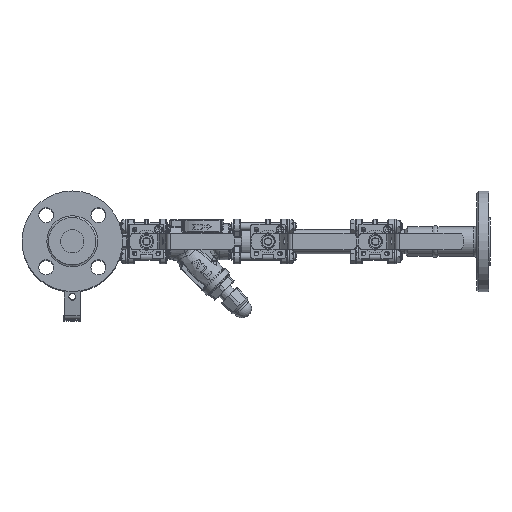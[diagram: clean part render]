
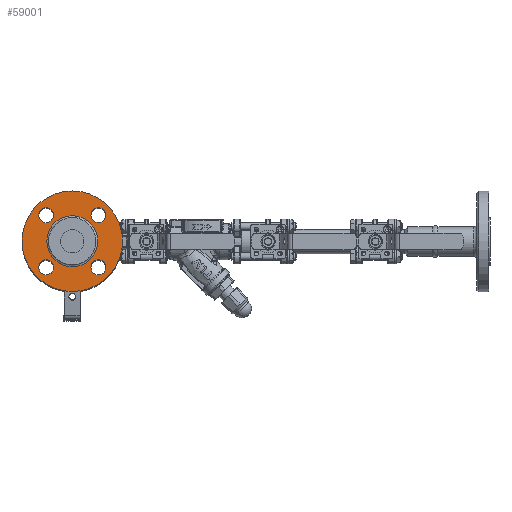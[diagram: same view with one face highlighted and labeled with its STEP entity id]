
A CAD part, top view. The second image highlights one B-rep face of the part: STEP entity #59001.
In plain terms, the highlighted planar face has unit normal (0, 0, 1).
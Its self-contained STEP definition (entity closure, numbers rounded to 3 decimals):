
#5998=FACE_BOUND('',#14029,.T.);
#5999=FACE_BOUND('',#14030,.T.);
#6000=FACE_BOUND('',#14031,.T.);
#6001=FACE_BOUND('',#14032,.T.);
#6002=FACE_BOUND('',#14033,.T.);
#7047=PLANE('',#65231);
#10121=FACE_OUTER_BOUND('',#14028,.T.);
#14028=EDGE_LOOP('',(#51361));
#14029=EDGE_LOOP('',(#51362));
#14030=EDGE_LOOP('',(#51363));
#14031=EDGE_LOOP('',(#51364));
#14032=EDGE_LOOP('',(#51365));
#14033=EDGE_LOOP('',(#51366));
#23051=CIRCLE('',#65216,54.);
#23053=CIRCLE('',#65220,8.);
#23055=CIRCLE('',#65223,8.);
#23057=CIRCLE('',#65226,8.);
#23059=CIRCLE('',#65229,8.);
#23061=CIRCLE('',#65232,27.336);
#27888=VERTEX_POINT('',#114553);
#27890=VERTEX_POINT('',#114561);
#27892=VERTEX_POINT('',#114567);
#27894=VERTEX_POINT('',#114573);
#27896=VERTEX_POINT('',#114579);
#27898=VERTEX_POINT('',#114585);
#35853=EDGE_CURVE('',#27888,#27888,#23051,.T.);
#35856=EDGE_CURVE('',#27890,#27890,#23053,.T.);
#35859=EDGE_CURVE('',#27892,#27892,#23055,.T.);
#35862=EDGE_CURVE('',#27894,#27894,#23057,.T.);
#35865=EDGE_CURVE('',#27896,#27896,#23059,.T.);
#35868=EDGE_CURVE('',#27898,#27898,#23061,.T.);
#51361=ORIENTED_EDGE('',*,*,#35853,.F.);
#51362=ORIENTED_EDGE('',*,*,#35856,.T.);
#51363=ORIENTED_EDGE('',*,*,#35859,.T.);
#51364=ORIENTED_EDGE('',*,*,#35862,.T.);
#51365=ORIENTED_EDGE('',*,*,#35865,.T.);
#51366=ORIENTED_EDGE('',*,*,#35868,.F.);
#59001=ADVANCED_FACE('',(#10121,#5998,#5999,#6000,#6001,#6002),#7047,.F.);
#65216=AXIS2_PLACEMENT_3D('',#114555,#79641,#79642);
#65220=AXIS2_PLACEMENT_3D('',#114562,#79650,#79651);
#65223=AXIS2_PLACEMENT_3D('',#114568,#79657,#79658);
#65226=AXIS2_PLACEMENT_3D('',#114574,#79664,#79665);
#65229=AXIS2_PLACEMENT_3D('',#114580,#79671,#79672);
#65231=AXIS2_PLACEMENT_3D('',#114584,#79676,#79677);
#65232=AXIS2_PLACEMENT_3D('',#114586,#79678,#79679);
#79641=DIRECTION('center_axis',(0.,0.,
-1.));
#79642=DIRECTION('ref_axis',(1.,0.,0.));
#79650=DIRECTION('center_axis',(0.,0.,
-1.));
#79651=DIRECTION('ref_axis',(-1.,0.,0.));
#79657=DIRECTION('center_axis',(0.,0.,
-1.));
#79658=DIRECTION('ref_axis',(0.,1.,0.));
#79664=DIRECTION('center_axis',(0.,0.,
-1.));
#79665=DIRECTION('ref_axis',(1.,0.,0.));
#79671=DIRECTION('center_axis',(0.,0.,
-1.));
#79672=DIRECTION('ref_axis',(0.,-1.,0.));
#79676=DIRECTION('center_axis',(0.,0.,
-1.));
#79677=DIRECTION('ref_axis',(1.,0.,0.));
#79678=DIRECTION('center_axis',(0.,0.,
1.));
#79679=DIRECTION('ref_axis',(-1.,0.,0.));
#114553=CARTESIAN_POINT('',(-199.036,18.833,210.983));
#114555=CARTESIAN_POINT('Origin',(-145.036,18.833,210.983));
#114561=CARTESIAN_POINT('',(-165.037,-9.169,210.983));
#114562=CARTESIAN_POINT('Origin',(-173.037,-9.169,210.983));
#114567=CARTESIAN_POINT('',(-173.037,38.834,210.983));
#114568=CARTESIAN_POINT('Origin',(-173.037,46.834,210.983));
#114573=CARTESIAN_POINT('',(-125.034,46.834,210.983));
#114574=CARTESIAN_POINT('Origin',(-117.034,46.834,210.983));
#114579=CARTESIAN_POINT('',(-117.034,-1.169,210.983));
#114580=CARTESIAN_POINT('Origin',(-117.034,-9.169,210.983));
#114584=CARTESIAN_POINT('Origin',(-145.036,18.833,210.983));
#114585=CARTESIAN_POINT('',(-117.699,18.833,210.983));
#114586=CARTESIAN_POINT('Origin',(-145.036,18.833,210.983));
